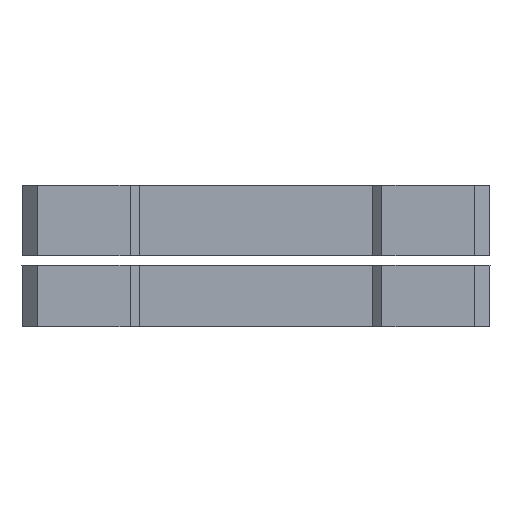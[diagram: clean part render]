
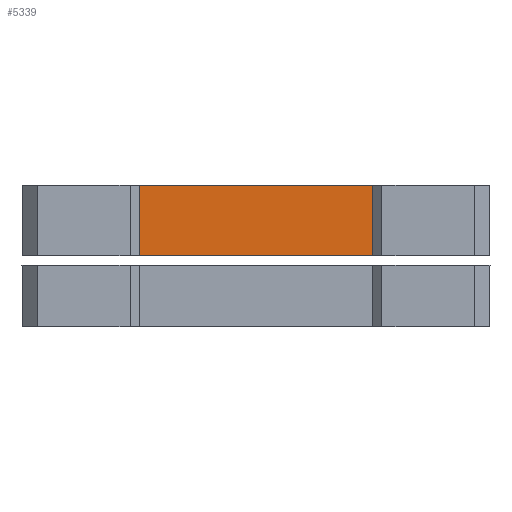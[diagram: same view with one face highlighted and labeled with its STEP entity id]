
A CAD part, left-side view. The second image highlights one B-rep face of the part: STEP entity #5339.
In plain terms, the highlighted planar face has unit normal (-1, 0, 0).
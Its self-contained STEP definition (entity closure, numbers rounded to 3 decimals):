
#327=FACE_OUTER_BOUND('',#619,.T.);
#619=EDGE_LOOP('',(#3670,#3671,#3672,#3673));
#988=LINE('',#7620,#1630);
#1056=LINE('',#7754,#1698);
#1057=LINE('',#7757,#1699);
#1058=LINE('',#7758,#1700);
#1630=VECTOR('',#6097,10.);
#1698=VECTOR('',#6203,10.);
#1699=VECTOR('',#6206,10.);
#1700=VECTOR('',#6207,10.);
#2272=VERTEX_POINT('',#7617);
#2273=VERTEX_POINT('',#7619);
#2320=VERTEX_POINT('',#7752);
#2321=VERTEX_POINT('',#7756);
#2785=EDGE_CURVE('',#2273,#2272,#988,.T.);
#2853=EDGE_CURVE('',#2272,#2320,#1056,.T.);
#2854=EDGE_CURVE('',#2321,#2320,#1057,.T.);
#2855=EDGE_CURVE('',#2273,#2321,#1058,.T.);
#3670=ORIENTED_EDGE('',*,*,#2854,.F.);
#3671=ORIENTED_EDGE('',*,*,#2855,.F.);
#3672=ORIENTED_EDGE('',*,*,#2785,.T.);
#3673=ORIENTED_EDGE('',*,*,#2853,.T.);
#5114=PLANE('',#5657);
#5339=ADVANCED_FACE('',(#327),#5114,.F.);
#5657=AXIS2_PLACEMENT_3D('',#7755,#6204,#6205);
#6097=DIRECTION('',(0.,-1.,0.));
#6203=DIRECTION('',(0.,0.,1.));
#6204=DIRECTION('center_axis',(1.,0.,0.));
#6205=DIRECTION('ref_axis',(0.,0.,-1.));
#6206=DIRECTION('',(0.,-1.,0.));
#6207=DIRECTION('',(0.,0.,1.));
#7617=CARTESIAN_POINT('',(1.492,19.141,0.));
#7619=CARTESIAN_POINT('',(1.492,57.262,0.));
#7620=CARTESIAN_POINT('',(1.492,38.437,0.));
#7752=CARTESIAN_POINT('',(1.492,19.141,11.5));
#7754=CARTESIAN_POINT('',(1.492,19.141,5.75));
#7755=CARTESIAN_POINT('Origin',(1.492,38.202,5.75));
#7756=CARTESIAN_POINT('',(1.492,57.262,11.5));
#7757=CARTESIAN_POINT('',(1.492,38.483,11.5));
#7758=CARTESIAN_POINT('',(1.492,57.262,5.75));
